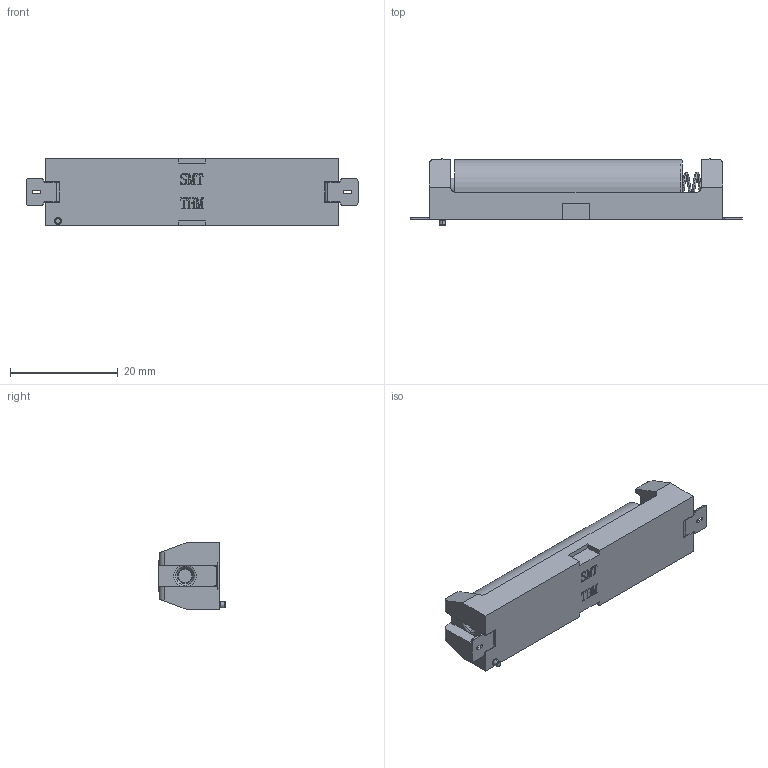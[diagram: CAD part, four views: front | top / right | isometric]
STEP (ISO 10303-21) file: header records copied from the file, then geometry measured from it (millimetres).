
FILE_DESCRIPTION (( 'STEP AP203' ), '1' );
FILE_NAME ('BH-AAA-1J AU SMT （带弹簧的负极）.STEP', '2025-05-15T01:35:52', ( '' ), ( '' ), 'SwSTEP 2.0', 'SolidWorks 2017', '' );
FILE_SCHEMA (( 'CONFIG_CONTROL_DESIGN' ));
Length unit declared in the file: millimetre
Products named in the file (7): AAA萇喀(43.6X10.1); 电池盒BH-AAA-1J AU SMT（带负弹簧负极（AAA-2J））; BH-AAA-2J-002  Au SMT  蛹憤郪璃; BH-AAA-1J AU SMT （带弹簧的负极）; 电池盒BH-AAA-2J-002 正极- 正极难装改善; 电池盒BH-AAA-3J Au SMT（BH-AAA-B5AA005） 弹簧; 萇喀碟BH-AAA-2J-002 蛹憤え
Assembly tree (6 placements, depth 3):
  BH-AAA-1J AU SMT （带弹簧的负极）
    电池盒BH-AAA-1J AU SMT（带负弹簧负极（AAA-2J））
    电池盒BH-AAA-2J-002 正极- 正极难装改善
    BH-AAA-2J-002  Au SMT  蛹憤郪璃
      萇喀碟BH-AAA-2J-002 蛹憤え
      电池盒BH-AAA-3J Au SMT（BH-AAA-B5AA005） 弹簧
    AAA萇喀(43.6X10.1)
Bounding box: 61.5 x 12.4 x 12.5 mm (x, y, z)
Volume: 5404.1 mm3; surface area: 4817.7 mm2
Topology: 5 solids, 5 shells, 573 faces, 1550 edges, 1004 vertices
Faces by surface type: plane 385, bspline 88, cylinder 70, torus 22, sphere 4, cone 4
Entity records: 23485 total; most frequent: CARTESIAN_POINT 8823, ORIENTED_EDGE 3092, DIRECTION 2550, EDGE_CURVE 1546, LINE 1168, VECTOR 1168, VERTEX_POINT 1004, AXIS2_PLACEMENT_3D 691
